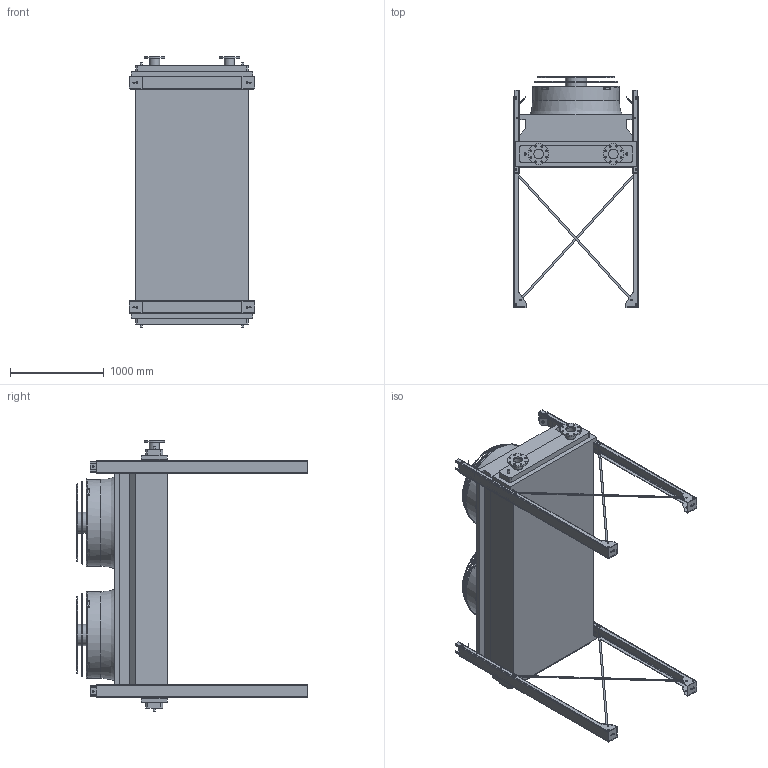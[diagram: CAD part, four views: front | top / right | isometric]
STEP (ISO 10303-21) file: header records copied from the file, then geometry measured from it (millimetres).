
FILE_DESCRIPTION (( 'STEP AP203' ), '1' );
FILE_NAME ('BOAS_02M_HV_SS.STEP', '2017-03-24T11:18:06', ( 'Alfa Laval' ), ( 'Alfa Laval' ), 'SwSTEP 2.0', 'SolidWorks 2016', '' );
FILE_SCHEMA (( 'CONFIG_CONTROL_DESIGN' ));
Length unit declared in the file: millimetre
Products named in the file (5): BOA_LIGHT_BOCF_30T_M_2M_SS; BOFE_HV_LIGHT_BOS2M; BO_KIT FEET_LIGHT_BOS2M; BOFA_LIGHT_�910 IEC; BOAS_02M_HV_SS
Assembly tree (5 placements, depth 2):
  BOAS_02M_HV_SS
    BOA_LIGHT_BOCF_30T_M_2M_SS
    BOFE_HV_LIGHT_BOS2M
    BO_KIT FEET_LIGHT_BOS2M
    BOFA_LIGHT_�910 IEC  x2
Bounding box: 1340 x 2470 x 2898 mm (x, y, z)
Volume: 2147882375.8 mm3; surface area: 22960216.7 mm2
Topology: 45 solids, 47 shells, 888 faces, 2341 edges, 1567 vertices
Faces by surface type: plane 422, cylinder 342, torus 110, cone 12, bspline 2
Full cylindrical faces by diameter (mm): 14 x44, 15 x24, 18 x24, 20 x12, 25 x4, 28 x12, 103 x2, 108 x2, 220 x2, 228 x2, 236 x2, 262.56 x2, 276 x2, 308 x2, 328 x2, 406.8 x2, 426.8 x2, 505.6 x2, 525.6 x2, 604.4 x2, 624.4 x2, 703.2 x2, 723.2 x2, 802 x2, 926 x2
Entity records: 24305 total; most frequent: CARTESIAN_POINT 5888, DIRECTION 3779, ORIENTED_EDGE 3382, EDGE_CURVE 1691, AXIS2_PLACEMENT_3D 1429, VERTEX_POINT 1211, EDGE_LOOP 1154, LINE 921
